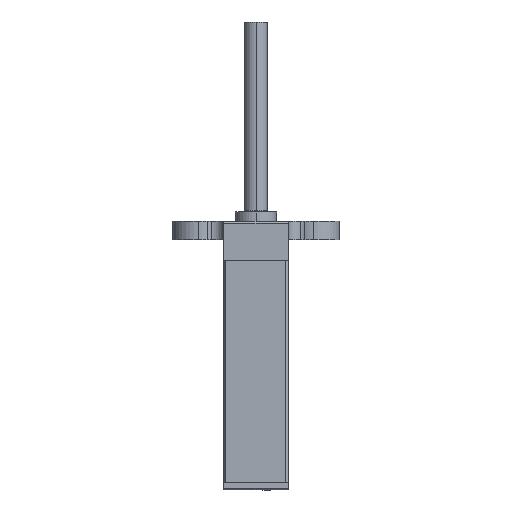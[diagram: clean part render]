
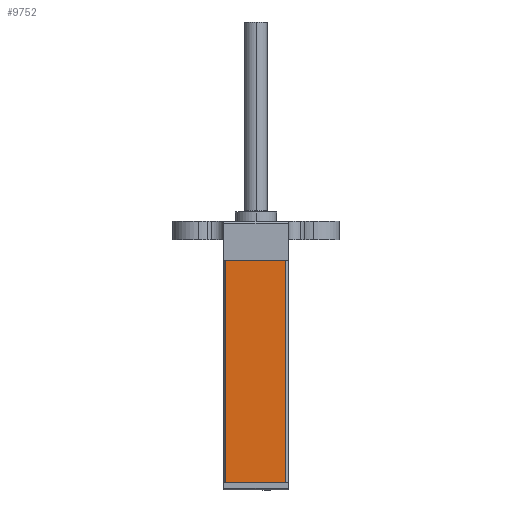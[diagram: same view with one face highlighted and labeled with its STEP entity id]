
A CAD part, left-side view. The second image highlights one B-rep face of the part: STEP entity #9752.
In plain terms, the highlighted planar face has unit normal (-1, 0, 0).
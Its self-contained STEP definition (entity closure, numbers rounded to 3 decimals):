
#110 = DIRECTION ( 'NONE',  ( 0., -1., 0. ) ) ;
#223 = PLANE ( 'NONE',  #3994 ) ;
#1000 = VERTEX_POINT ( 'NONE', #8718 ) ;
#1021 = ORIENTED_EDGE ( 'NONE', *, *, #7476, .F. ) ;
#1654 = DIRECTION ( 'NONE',  ( 1., 0., 0. ) ) ;
#2265 = EDGE_CURVE ( 'NONE', #2781, #2524, #7969, .T. ) ;
#2392 = EDGE_LOOP ( 'NONE', ( #9206, #4458, #1021, #5308 ) ) ;
#2524 = VERTEX_POINT ( 'NONE', #5144 ) ;
#2636 = FACE_OUTER_BOUND ( 'NONE', #2392, .T. ) ;
#2781 = VERTEX_POINT ( 'NONE', #4533 ) ;
#2783 = DIRECTION ( 'NONE',  ( 0., -1., 0. ) ) ;
#3140 = DIRECTION ( 'NONE',  ( 0., 0., -1. ) ) ;
#3921 = DIRECTION ( 'NONE',  ( 0., 0., -1. ) ) ;
#3994 = AXIS2_PLACEMENT_3D ( 'NONE', #4758, #1654, #3921 ) ;
#4454 = CARTESIAN_POINT ( 'NONE',  ( -3.9, -3.154, -28.2 ) ) ;
#4458 = ORIENTED_EDGE ( 'NONE', *, *, #7654, .T. ) ;
#4508 = DIRECTION ( 'NONE',  ( 0., 0., 1. ) ) ;
#4533 = CARTESIAN_POINT ( 'NONE',  ( -3.9, 3.3, -4.2 ) ) ;
#4758 = CARTESIAN_POINT ( 'NONE',  ( -3.9, 3.5, -28.2 ) ) ;
#5067 = VECTOR ( 'NONE', #3140, 1000. ) ;
#5144 = CARTESIAN_POINT ( 'NONE',  ( -3.9, 3.3, -28.2 ) ) ;
#5308 = ORIENTED_EDGE ( 'NONE', *, *, #2265, .T. ) ;
#5483 = CARTESIAN_POINT ( 'NONE',  ( -3.9, -3.154, -28.2 ) ) ;
#5490 = LINE ( 'NONE', #6977, #9190 ) ;
#5898 = CARTESIAN_POINT ( 'NONE',  ( -3.9, 3.5, -4.2 ) ) ;
#5935 = VERTEX_POINT ( 'NONE', #4454 ) ;
#5973 = EDGE_CURVE ( 'NONE', #2524, #5935, #5490, .T. ) ;
#6821 = VECTOR ( 'NONE', #4508, 1000. ) ;
#6903 = CARTESIAN_POINT ( 'NONE',  ( -3.9, 3.3, -28.2 ) ) ;
#6977 = CARTESIAN_POINT ( 'NONE',  ( -3.9, 3.5, -28.2 ) ) ;
#7290 = LINE ( 'NONE', #5898, #7774 ) ;
#7476 = EDGE_CURVE ( 'NONE', #2781, #1000, #7290, .T. ) ;
#7654 = EDGE_CURVE ( 'NONE', #5935, #1000, #9277, .T. ) ;
#7774 = VECTOR ( 'NONE', #2783, 1000. ) ;
#7969 = LINE ( 'NONE', #6903, #5067 ) ;
#8718 = CARTESIAN_POINT ( 'NONE',  ( -3.9, -3.154, -4.2 ) ) ;
#9190 = VECTOR ( 'NONE', #110, 1000. ) ;
#9206 = ORIENTED_EDGE ( 'NONE', *, *, #5973, .T. ) ;
#9277 = LINE ( 'NONE', #5483, #6821 ) ;
#9752 = ADVANCED_FACE ( 'NONE', ( #2636 ), #223, .F. ) ;
